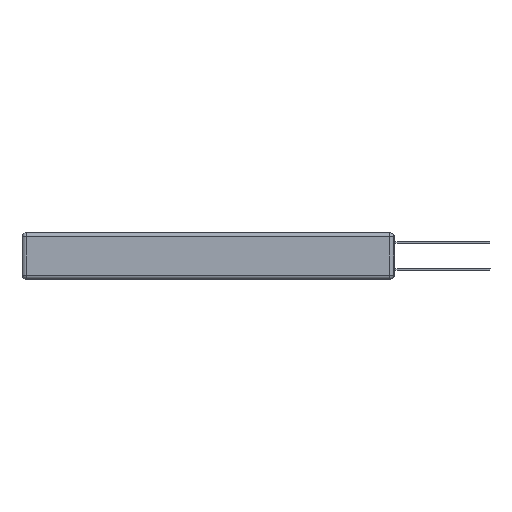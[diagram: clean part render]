
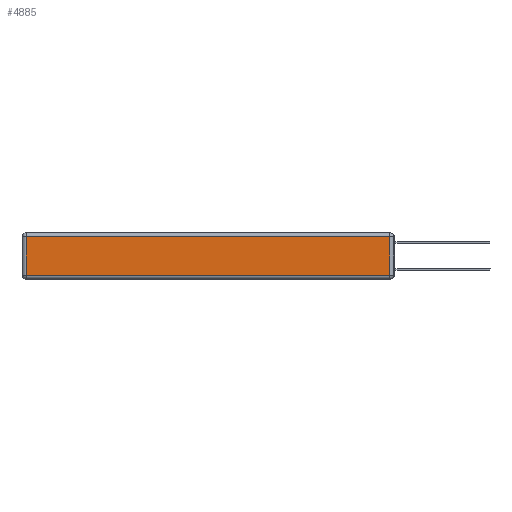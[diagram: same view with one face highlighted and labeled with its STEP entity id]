
A CAD part, left-side view. The second image highlights one B-rep face of the part: STEP entity #4885.
In plain terms, the highlighted planar face has unit normal (-1, 0, 0).
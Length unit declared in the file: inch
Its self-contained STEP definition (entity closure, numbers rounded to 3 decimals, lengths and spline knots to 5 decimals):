
#85 = VERTEX_POINT ( 'NONE', #3723 ) ;
#286 = CARTESIAN_POINT ( 'NONE',  ( 0., 0., -0.313 ) ) ;
#443 = EDGE_CURVE ( 'NONE', #85, #3221, #3916, .T. ) ;
#517 = EDGE_CURVE ( 'NONE', #3221, #11395, #12029, .T. ) ;
#2181 = DIRECTION ( 'NONE',  ( 0., 0., 1. ) ) ;
#3221 = VERTEX_POINT ( 'NONE', #11180 ) ;
#3723 = CARTESIAN_POINT ( 'NONE',  ( 0., 2.72, -0.03 ) ) ;
#3776 = VECTOR ( 'NONE', #4353, 39.37008 ) ;
#3916 = LINE ( 'NONE', #11916, #13058 ) ;
#4071 = VECTOR ( 'NONE', #4628, 39.37008 ) ;
#4353 = DIRECTION ( 'NONE',  ( 0., 1., 0. ) ) ;
#4628 = DIRECTION ( 'NONE',  ( 0., -1., 0. ) ) ;
#4885 = ADVANCED_FACE ( 'NONE', ( #6857 ), #12977, .T. ) ;
#5299 = LINE ( 'NONE', #9675, #3776 ) ;
#5451 = CARTESIAN_POINT ( 'NONE',  ( 0., 0., -0.343 ) ) ;
#5933 = EDGE_CURVE ( 'NONE', #11040, #85, #5299, .T. ) ;
#6232 = CARTESIAN_POINT ( 'NONE',  ( 0., 0.03, -0.03 ) ) ;
#6544 = DIRECTION ( 'NONE',  ( -1., 0., 0. ) ) ;
#6857 = FACE_OUTER_BOUND ( 'NONE', #7615, .T. ) ;
#7615 = EDGE_LOOP ( 'NONE', ( #9653, #7652, #9081, #7770 ) ) ;
#7652 = ORIENTED_EDGE ( 'NONE', *, *, #11697, .T. ) ;
#7770 = ORIENTED_EDGE ( 'NONE', *, *, #443, .T. ) ;
#8290 = VECTOR ( 'NONE', #2181, 39.37008 ) ;
#8699 = CARTESIAN_POINT ( 'NONE',  ( 0., 0.03, -0.343 ) ) ;
#9001 = CARTESIAN_POINT ( 'NONE',  ( 0., 0.03, -0.313 ) ) ;
#9081 = ORIENTED_EDGE ( 'NONE', *, *, #5933, .T. ) ;
#9653 = ORIENTED_EDGE ( 'NONE', *, *, #517, .T. ) ;
#9675 = CARTESIAN_POINT ( 'NONE',  ( 0., 2.75, -0.03 ) ) ;
#10904 = DIRECTION ( 'NONE',  ( 0., 0., 1. ) ) ;
#11040 = VERTEX_POINT ( 'NONE', #6232 ) ;
#11180 = CARTESIAN_POINT ( 'NONE',  ( 0., 2.72, -0.313 ) ) ;
#11395 = VERTEX_POINT ( 'NONE', #9001 ) ;
#11396 = AXIS2_PLACEMENT_3D ( 'NONE', #5451, #6544, #10904 ) ;
#11697 = EDGE_CURVE ( 'NONE', #11395, #11040, #14021, .T. ) ;
#11916 = CARTESIAN_POINT ( 'NONE',  ( 0., 2.72, -0.343 ) ) ;
#12029 = LINE ( 'NONE', #286, #4071 ) ;
#12958 = DIRECTION ( 'NONE',  ( 0., 0., -1. ) ) ;
#12977 = PLANE ( 'NONE',  #11396 ) ;
#13058 = VECTOR ( 'NONE', #12958, 39.37008 ) ;
#14021 = LINE ( 'NONE', #8699, #8290 ) ;
